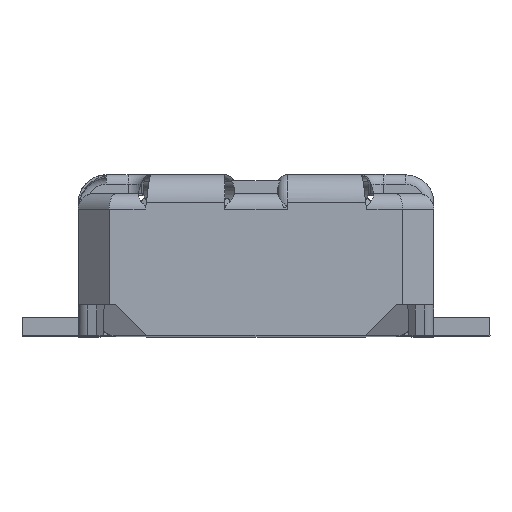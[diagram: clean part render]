
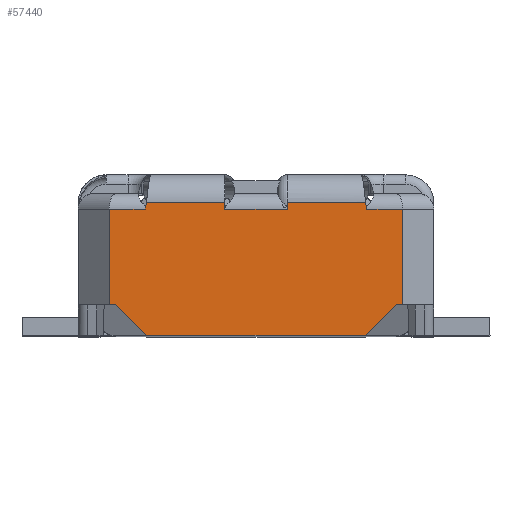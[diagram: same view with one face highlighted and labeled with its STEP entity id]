
A CAD part, top view. The second image highlights one B-rep face of the part: STEP entity #57440.
In plain terms, the highlighted face is planar.
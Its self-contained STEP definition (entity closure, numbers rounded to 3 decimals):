
#38200=CARTESIAN_POINT('',(-9.891,-0.256,
-7.47));
#38210=VERTEX_POINT('',#38200);
#38240=CARTESIAN_POINT('',(-9.191,-0.256,
-7.47));
#38250=DIRECTION('',(-1.,0.,0.));
#38260=VECTOR('',#38250,1.);
#38270=LINE('',#38240,#38260);
#38280=CARTESIAN_POINT('',(-9.191,-0.256,
-7.47));
#38290=VERTEX_POINT('',#38280);
#38300=EDGE_CURVE('',#38290,#38210,#38270,.T.);
#51580=CARTESIAN_POINT('',(-10.011,-0.356,
-7.47));
#51590=VERTEX_POINT('',#51580);
#51620=CARTESIAN_POINT('',(-9.991,-0.356,
-7.47));
#51630=DIRECTION('',(-1.,0.,0.));
#51640=VECTOR('',#51630,1.);
#51650=LINE('',#51620,#51640);
#51660=CARTESIAN_POINT('',(-9.991,-0.356,
-7.47));
#51670=VERTEX_POINT('',#51660);
#51680=EDGE_CURVE('',#51670,#51590,#51650,.T.);
#51890=CARTESIAN_POINT('',(-10.011,-0.661,
-7.47));
#51900=VERTEX_POINT('',#51890);
#51930=CARTESIAN_POINT('',(-10.011,-0.356,
-7.47));
#51940=DIRECTION('',(0.,-1.,0.));
#51950=VECTOR('',#51940,1.);
#51960=LINE('',#51930,#51950);
#51970=EDGE_CURVE('',#51590,#51900,#51960,.T.);
#52900=CARTESIAN_POINT('',(-9.896,-0.661,
-7.47));
#52910=VERTEX_POINT('',#52900);
#52940=CARTESIAN_POINT('',(-10.011,-0.661,
-7.47));
#52950=DIRECTION('',(1.,0.,0.));
#52960=VECTOR('',#52950,1.);
#52970=LINE('',#52940,#52960);
#52980=EDGE_CURVE('',#51900,#52910,#52970,.T.);
#56140=CARTESIAN_POINT('',(-9.892,-0.681,
-7.47));
#56150=VERTEX_POINT('',#56140);
#56370=CARTESIAN_POINT('',(-9.896,-0.661,
-7.47));
#56380=CARTESIAN_POINT('',(-9.895,-0.668,
-7.47));
#56390=CARTESIAN_POINT('',(-9.893,-0.674,
-7.47));
#56400=CARTESIAN_POINT('',(-9.892,-0.681,
-7.47));
#56410=B_SPLINE_CURVE_WITH_KNOTS('',3,(#56370,#56380,#56390,#56400),
.UNSPECIFIED.,.F.,.F.,(4,4),(0.,1.),.UNSPECIFIED.);
#56420=EDGE_CURVE('',#52910,#56150,#56410,.T.);
#56470=CARTESIAN_POINT('',(-9.039,-0.7,
-7.47));
#56480=DIRECTION('',(0.,0.,-1.));
#56490=DIRECTION('',(-1.,0.,0.));
#56500=AXIS2_PLACEMENT_3D('',#56470,#56480,#56490);
#56510=PLANE('',#56500);
#56520=CARTESIAN_POINT('',(-9.441,-0.681,
-7.47));
#56530=DIRECTION('',(1.,0.,0.));
#56540=VECTOR('',#56530,1.);
#56550=LINE('',#56520,#56540);
#56560=CARTESIAN_POINT('',(-9.441,-0.681,
-7.47));
#56570=VERTEX_POINT('',#56560);
#56580=CARTESIAN_POINT('',(-9.19,-0.681,
-7.47));
#56590=VERTEX_POINT('',#56580);
#56600=EDGE_CURVE('',#56570,#56590,#56550,.T.);
#56610=ORIENTED_EDGE('',*,*,#56600,.F.);
#56620=CARTESIAN_POINT('',(-9.187,-0.661,
-7.47));
#56630=DIRECTION('',(-0.179,-0.984,0.));
#56640=VECTOR('',#56630,1.);
#56650=LINE('',#56620,#56640);
#56660=CARTESIAN_POINT('',(-9.186,-0.661,
-7.47));
#56670=VERTEX_POINT('',#56660);
#56680=EDGE_CURVE('',#56670,#56590,#56650,.T.);
#56690=ORIENTED_EDGE('',*,*,#56680,.T.);
#56700=CARTESIAN_POINT('',(-9.186,-0.661,
-7.47));
#56710=DIRECTION('',(1.,0.,0.));
#56720=VECTOR('',#56710,1.);
#56730=LINE('',#56700,#56720);
#56740=CARTESIAN_POINT('',(-9.071,-0.661,
-7.47));
#56750=VERTEX_POINT('',#56740);
#56760=EDGE_CURVE('',#56670,#56750,#56730,.T.);
#56770=ORIENTED_EDGE('',*,*,#56760,.F.);
#56780=CARTESIAN_POINT('',(-9.071,-0.356,
-7.47));
#56790=DIRECTION('',(0.,-1.,0.));
#56800=VECTOR('',#56790,1.);
#56810=LINE('',#56780,#56800);
#56820=CARTESIAN_POINT('',(-9.071,-0.356,
-7.47));
#56830=VERTEX_POINT('',#56820);
#56840=EDGE_CURVE('',#56830,#56750,#56810,.T.);
#56850=ORIENTED_EDGE('',*,*,#56840,.T.);
#56860=CARTESIAN_POINT('',(-9.091,-0.356,
-7.47));
#56870=DIRECTION('',(1.,0.,0.));
#56880=VECTOR('',#56870,1.);
#56890=LINE('',#56860,#56880);
#56900=CARTESIAN_POINT('',(-9.091,-0.356,
-7.47));
#56910=VERTEX_POINT('',#56900);
#56920=EDGE_CURVE('',#56910,#56830,#56890,.T.);
#56930=ORIENTED_EDGE('',*,*,#56920,.T.);
#56940=CARTESIAN_POINT('',(-9.191,-0.256,
-7.47));
#56950=DIRECTION('',(0.707,-0.707,0.));
#56960=VECTOR('',#56950,1.);
#56970=LINE('',#56940,#56960);
#56980=EDGE_CURVE('',#38290,#56910,#56970,.T.);
#56990=ORIENTED_EDGE('',*,*,#56980,.T.);
#57000=ORIENTED_EDGE('',*,*,#38300,.F.);
#57010=CARTESIAN_POINT('',(-9.991,-0.356,
-7.47));
#57020=DIRECTION('',(0.707,0.707,0.));
#57030=VECTOR('',#57020,1.);
#57040=LINE('',#57010,#57030);
#57050=EDGE_CURVE('',#51670,#38210,#57040,.T.);
#57060=ORIENTED_EDGE('',*,*,#57050,.T.);
#57070=ORIENTED_EDGE('',*,*,#51680,.F.);
#57080=ORIENTED_EDGE('',*,*,#51970,.F.);
#57090=ORIENTED_EDGE('',*,*,#52980,.F.);
#57100=ORIENTED_EDGE('',*,*,#56420,.F.);
#57110=CARTESIAN_POINT('',(-9.892,-0.681,
-7.47));
#57120=DIRECTION('',(1.,0.,0.));
#57130=VECTOR('',#57120,1.);
#57140=LINE('',#57110,#57130);
#57150=CARTESIAN_POINT('',(-9.641,-0.681,
-7.47));
#57160=VERTEX_POINT('',#57150);
#57170=EDGE_CURVE('',#56150,#57160,#57140,.T.);
#57180=ORIENTED_EDGE('',*,*,#57170,.F.);
#57190=CARTESIAN_POINT('',(-9.641,-0.681,
-7.47));
#57200=CARTESIAN_POINT('',(-9.641,-0.674,
-7.47));
#57210=CARTESIAN_POINT('',(-9.641,-0.668,
-7.47));
#57220=CARTESIAN_POINT('',(-9.641,-0.661,
-7.47));
#57230=B_SPLINE_CURVE_WITH_KNOTS('',3,(#57190,#57200,#57210,#57220),
.UNSPECIFIED.,.F.,.F.,(4,4),(0.,1.),.UNSPECIFIED.);
#57240=CARTESIAN_POINT('',(-9.641,-0.661,
-7.47));
#57250=VERTEX_POINT('',#57240);
#57260=EDGE_CURVE('',#57160,#57250,#57230,.T.);
#57270=ORIENTED_EDGE('',*,*,#57260,.F.);
#57280=CARTESIAN_POINT('',(-9.641,-0.661,
-7.47));
#57290=DIRECTION('',(1.,0.,0.));
#57300=VECTOR('',#57290,1.);
#57310=LINE('',#57280,#57300);
#57320=CARTESIAN_POINT('',(-9.441,-0.661,
-7.47));
#57330=VERTEX_POINT('',#57320);
#57340=EDGE_CURVE('',#57250,#57330,#57310,.T.);
#57350=ORIENTED_EDGE('',*,*,#57340,.F.);
#57360=CARTESIAN_POINT('',(-9.441,-0.681,
-7.47));
#57370=DIRECTION('',(0.,1.,0.));
#57380=VECTOR('',#57370,1.);
#57390=LINE('',#57360,#57380);
#57400=EDGE_CURVE('',#56570,#57330,#57390,.T.);
#57410=ORIENTED_EDGE('',*,*,#57400,.T.);
#57420=EDGE_LOOP('',(#57410,#57350,#57270,#57180,#57100,#57090,#57080,
#57070,#57060,#57000,#56990,#56930,#56850,#56770,#56690,#56610));
#57430=FACE_OUTER_BOUND('',#57420,.T.);
#57440=ADVANCED_FACE('',(#57430),#56510,.T.);
